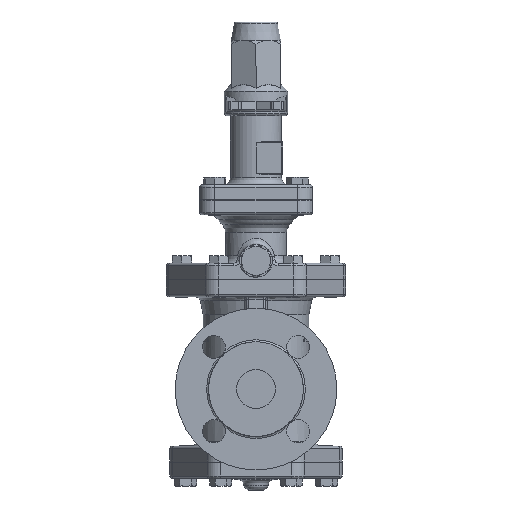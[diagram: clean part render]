
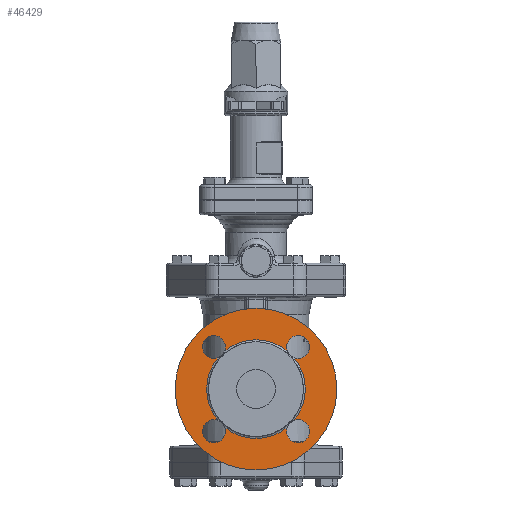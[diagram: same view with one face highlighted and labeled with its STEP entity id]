
A CAD part, left-side view. The second image highlights one B-rep face of the part: STEP entity #46429.
In plain terms, the highlighted planar face has unit normal (-1, 0, 0).
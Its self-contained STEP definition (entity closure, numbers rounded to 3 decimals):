
#46129=CARTESIAN_POINT('',(-108.,0.,126.5));
#46130=VERTEX_POINT('',#46129);
#46131=CARTESIAN_POINT('',(-108.0,0.0,60.0));
#46132=DIRECTION('',(1.0,0.0,0.0));
#46133=DIRECTION('',(0.0,0.0,-1.0));
#46134=AXIS2_PLACEMENT_3D('',#46131,#46132,#46133);
#46135=CIRCLE('',#46134,66.5);
#46136=EDGE_CURVE('',#46130,#46130,#46135,.T.);
#46197=CARTESIAN_POINT('',(-108.0,-25.714,91.419));
#46198=VERTEX_POINT('',#46197);
#46199=CARTESIAN_POINT('',(-108.0,-31.419,85.714));
#46200=VERTEX_POINT('',#46199);
#46229=CARTESIAN_POINT('',(-108.0,25.714,91.419));
#46230=VERTEX_POINT('',#46229);
#46231=CARTESIAN_POINT('',(-108.0,0.0,60.0));
#46232=DIRECTION('',(-1.0,0.0,0.0));
#46233=DIRECTION('',(0.0,0.0,-1.0));
#46234=AXIS2_PLACEMENT_3D('',#46231,#46232,#46233);
#46235=CIRCLE('',#46234,40.6);
#46236=EDGE_CURVE('',#46198,#46230,#46235,.T.);
#46238=CARTESIAN_POINT('',(-108.0,31.419,85.714));
#46239=VERTEX_POINT('',#46238);
#46268=CARTESIAN_POINT('',(-108.0,31.419,34.286));
#46269=VERTEX_POINT('',#46268);
#46270=CARTESIAN_POINT('',(-108.0,0.0,60.0));
#46271=DIRECTION('',(-1.0,0.0,0.0));
#46272=DIRECTION('',(0.0,0.0,-1.0));
#46273=AXIS2_PLACEMENT_3D('',#46270,#46271,#46272);
#46274=CIRCLE('',#46273,40.6);
#46275=EDGE_CURVE('',#46239,#46269,#46274,.T.);
#46277=CARTESIAN_POINT('',(-108.0,25.714,28.581));
#46278=VERTEX_POINT('',#46277);
#46307=CARTESIAN_POINT('',(-108.0,-25.714,28.581));
#46308=VERTEX_POINT('',#46307);
#46309=CARTESIAN_POINT('',(-108.0,0.0,60.0));
#46310=DIRECTION('',(-1.0,0.0,0.0));
#46311=DIRECTION('',(0.0,0.0,-1.0));
#46312=AXIS2_PLACEMENT_3D('',#46309,#46310,#46311);
#46313=CIRCLE('',#46312,40.6);
#46314=EDGE_CURVE('',#46278,#46308,#46313,.T.);
#46316=CARTESIAN_POINT('',(-108.0,-31.419,34.286));
#46317=VERTEX_POINT('',#46316);
#46346=CARTESIAN_POINT('',(-108.0,0.0,60.0));
#46347=DIRECTION('',(-1.0,0.0,0.0));
#46348=DIRECTION('',(0.0,0.0,-1.0));
#46349=AXIS2_PLACEMENT_3D('',#46346,#46347,#46348);
#46350=CIRCLE('',#46349,40.6);
#46351=EDGE_CURVE('',#46317,#46200,#46350,.T.);
#46387=CARTESIAN_POINT('',(-108.0,0.0,60.0));
#46388=DIRECTION('',(1.0,0.0,0.0));
#46389=DIRECTION('',(0.0,0.0,-1.0));
#46390=AXIS2_PLACEMENT_3D('',#46387,#46388,#46389);
#46391=PLANE('',#46390);
#46392=ORIENTED_EDGE('',*,*,#46136,.F.);
#46393=EDGE_LOOP('',(#46392));
#46394=FACE_OUTER_BOUND('',#46393,.T.);
#46395=ORIENTED_EDGE('',*,*,#46351,.F.);
#46396=CARTESIAN_POINT('',(-108.0,-34.648,25.352));
#46397=DIRECTION('',(-1.0,0.0,0.0));
#46398=DIRECTION('',(0.0,-1.0,0.0));
#46399=AXIS2_PLACEMENT_3D('',#46396,#46397,#46398);
#46400=CIRCLE('',#46399,9.5);
#46401=EDGE_CURVE('',#46308,#46317,#46400,.T.);
#46402=ORIENTED_EDGE('',*,*,#46401,.F.);
#46403=ORIENTED_EDGE('',*,*,#46314,.F.);
#46404=CARTESIAN_POINT('',(-108.0,34.648,25.352));
#46405=DIRECTION('',(-1.0,0.0,0.0));
#46406=DIRECTION('',(0.0,0.0,-1.0));
#46407=AXIS2_PLACEMENT_3D('',#46404,#46405,#46406);
#46408=CIRCLE('',#46407,9.5);
#46409=EDGE_CURVE('',#46269,#46278,#46408,.T.);
#46410=ORIENTED_EDGE('',*,*,#46409,.F.);
#46411=ORIENTED_EDGE('',*,*,#46275,.F.);
#46412=CARTESIAN_POINT('',(-108.0,34.648,94.648));
#46413=DIRECTION('',(-1.0,0.0,0.0));
#46414=DIRECTION('',(0.0,1.0,0.0));
#46415=AXIS2_PLACEMENT_3D('',#46412,#46413,#46414);
#46416=CIRCLE('',#46415,9.5);
#46417=EDGE_CURVE('',#46230,#46239,#46416,.T.);
#46418=ORIENTED_EDGE('',*,*,#46417,.F.);
#46419=ORIENTED_EDGE('',*,*,#46236,.F.);
#46420=CARTESIAN_POINT('',(-108.0,-34.648,94.648));
#46421=DIRECTION('',(-1.0,0.0,0.0));
#46422=DIRECTION('',(0.0,0.0,1.0));
#46423=AXIS2_PLACEMENT_3D('',#46420,#46421,#46422);
#46424=CIRCLE('',#46423,9.5);
#46425=EDGE_CURVE('',#46200,#46198,#46424,.T.);
#46426=ORIENTED_EDGE('',*,*,#46425,.F.);
#46427=EDGE_LOOP('',(#46395,#46402,#46403,#46410,#46411,#46418,#46419,#46426));
#46428=FACE_BOUND('',#46427,.T.);
#46429=ADVANCED_FACE('',(#46394,#46428),#46391,.F.);
